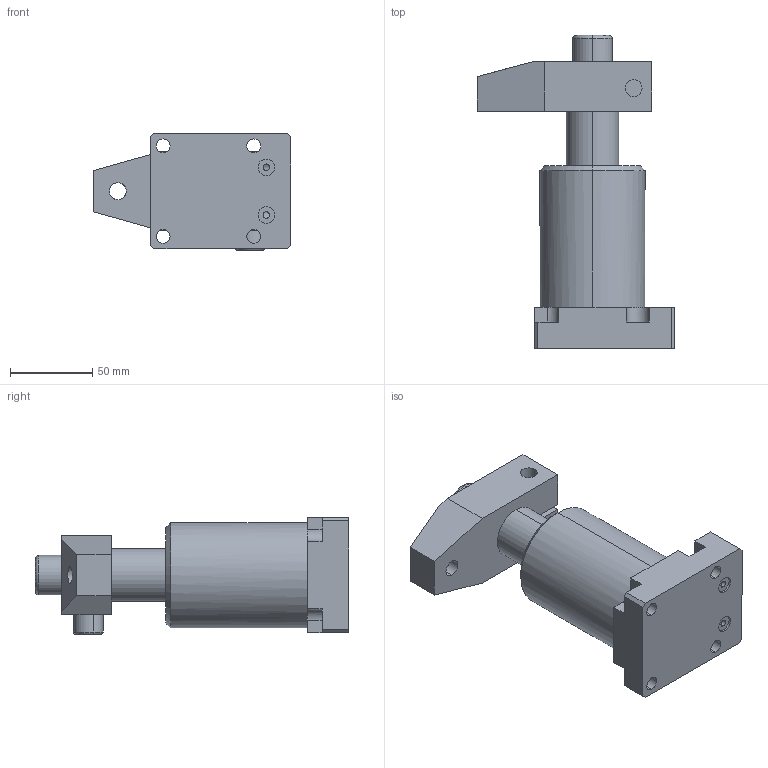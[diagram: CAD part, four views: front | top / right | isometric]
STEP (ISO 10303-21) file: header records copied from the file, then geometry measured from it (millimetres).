
FILE_DESCRIPTION (( 'STEP AP203' ), '1' );
FILE_NAME ('030-202.STEP', '2020-08-21T06:43:46', ( '微软用户' ), ( '微软中国' ), 'SwSTEP 2.0', 'SolidWorks 2012', '' );
FILE_SCHEMA (( 'CONFIG_CONTROL_DESIGN' ));
Length unit declared in the file: millimetre
Products named in the file (6): hexagon socket head cap screws gb_GB_FASTENER_SCREWS_HSHCS M16X30-N; hexagon socket head cap screws gb_GB_FASTENER_SCREWS_HSHCS M12X40-N; 030-202; 030-202揤旋; 030-202活塞杆; 030-202掛极
Assembly tree (5 placements, depth 2):
  030-202
    030-202掛极
    030-202活塞杆
    030-202揤旋
    hexagon socket head cap screws gb_GB_FASTENER_SCREWS_HSHCS M16X30-N
    hexagon socket head cap screws gb_GB_FASTENER_SCREWS_HSHCS M12X40-N
Bounding box: 120 x 190 x 71 mm (x, y, z)
Volume: 525469.9 mm3; surface area: 95017.4 mm2
Topology: 5 solids, 5 shells, 165 faces, 400 edges, 249 vertices
Faces by surface type: plane 82, cylinder 57, cone 22, torus 4
Entity records: 5546 total; most frequent: CARTESIAN_POINT 940, DIRECTION 894, ORIENTED_EDGE 780, EDGE_CURVE 390, AXIS2_PLACEMENT_3D 337, VERTEX_POINT 249, LINE 220, VECTOR 220
